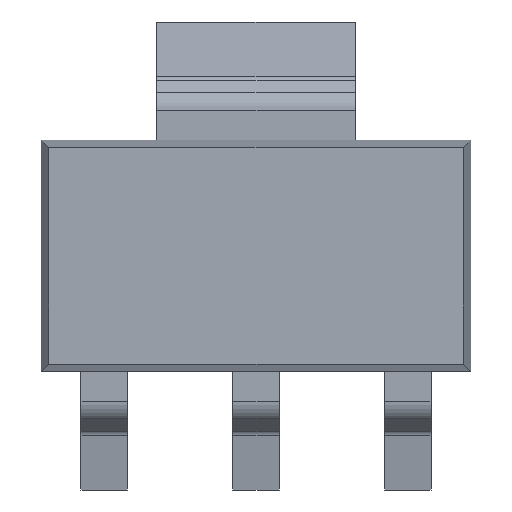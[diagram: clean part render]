
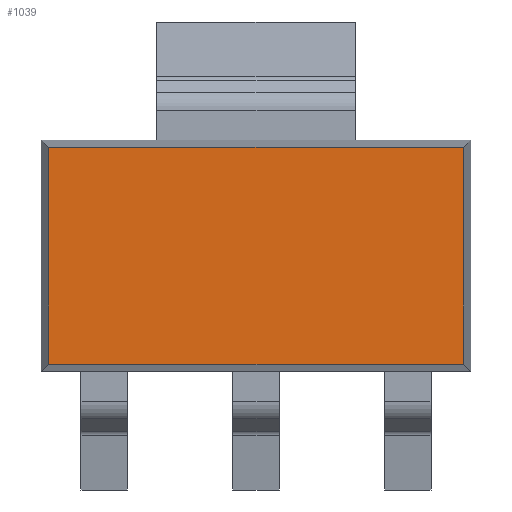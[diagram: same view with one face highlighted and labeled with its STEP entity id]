
A CAD part, top view. The second image highlights one B-rep face of the part: STEP entity #1039.
In plain terms, the highlighted planar face has unit normal (0, 0, 1).
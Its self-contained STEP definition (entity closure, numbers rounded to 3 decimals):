
#116 = EDGE_CURVE ( 'NONE', #975, #1228, #1877, .T. ) ;
#272 = DIRECTION ( 'NONE',  ( 0., 0., 1. ) ) ;
#327 = CARTESIAN_POINT ( 'NONE',  ( -3.141, 1.641, 1.6 ) ) ;
#570 = CARTESIAN_POINT ( 'NONE',  ( 0., -1.641, 1.6 ) ) ;
#579 = PLANE ( 'NONE',  #695 ) ;
#695 = AXIS2_PLACEMENT_3D ( 'NONE', #1216, #272, #1372 ) ;
#773 = ORIENTED_EDGE ( 'NONE', *, *, #116, .F. ) ;
#786 = VERTEX_POINT ( 'NONE', #1418 ) ;
#810 = VECTOR ( 'NONE', #819, 1000. ) ;
#819 = DIRECTION ( 'NONE',  ( 0., 1., 0. ) ) ;
#823 = FACE_OUTER_BOUND ( 'NONE', #1572, .T. ) ;
#880 = DIRECTION ( 'NONE',  ( -1., 0., 0. ) ) ;
#913 = LINE ( 'NONE', #1814, #1560 ) ;
#975 = VERTEX_POINT ( 'NONE', #1971 ) ;
#1039 = ADVANCED_FACE ( 'NONE', ( #823 ), #579, .T. ) ;
#1097 = CARTESIAN_POINT ( 'NONE',  ( -3.141, -1.641, 1.6 ) ) ;
#1154 = LINE ( 'NONE', #1260, #1946 ) ;
#1216 = CARTESIAN_POINT ( 'NONE',  ( 0., 0., 1.6 ) ) ;
#1228 = VERTEX_POINT ( 'NONE', #1097 ) ;
#1260 = CARTESIAN_POINT ( 'NONE',  ( 3.141, 0., 1.6 ) ) ;
#1290 = LINE ( 'NONE', #1931, #810 ) ;
#1318 = EDGE_CURVE ( 'NONE', #1653, #786, #913, .T. ) ;
#1328 = ORIENTED_EDGE ( 'NONE', *, *, #1318, .F. ) ;
#1350 = DIRECTION ( 'NONE',  ( 1., 0., 0. ) ) ;
#1372 = DIRECTION ( 'NONE',  ( 1., 0., 0. ) ) ;
#1375 = ORIENTED_EDGE ( 'NONE', *, *, #1568, .F. ) ;
#1410 = DIRECTION ( 'NONE',  ( 0., -1., 0. ) ) ;
#1418 = CARTESIAN_POINT ( 'NONE',  ( 3.141, 1.641, 1.6 ) ) ;
#1536 = VECTOR ( 'NONE', #880, 1000. ) ;
#1560 = VECTOR ( 'NONE', #1350, 1000. ) ;
#1568 = EDGE_CURVE ( 'NONE', #786, #975, #1154, .T. ) ;
#1572 = EDGE_LOOP ( 'NONE', ( #1817, #773, #1375, #1328 ) ) ;
#1653 = VERTEX_POINT ( 'NONE', #327 ) ;
#1783 = EDGE_CURVE ( 'NONE', #1228, #1653, #1290, .T. ) ;
#1814 = CARTESIAN_POINT ( 'NONE',  ( 0., 1.641, 1.6 ) ) ;
#1817 = ORIENTED_EDGE ( 'NONE', *, *, #1783, .F. ) ;
#1877 = LINE ( 'NONE', #570, #1536 ) ;
#1931 = CARTESIAN_POINT ( 'NONE',  ( -3.141, 0., 1.6 ) ) ;
#1946 = VECTOR ( 'NONE', #1410, 1000. ) ;
#1971 = CARTESIAN_POINT ( 'NONE',  ( 3.141, -1.641, 1.6 ) ) ;
